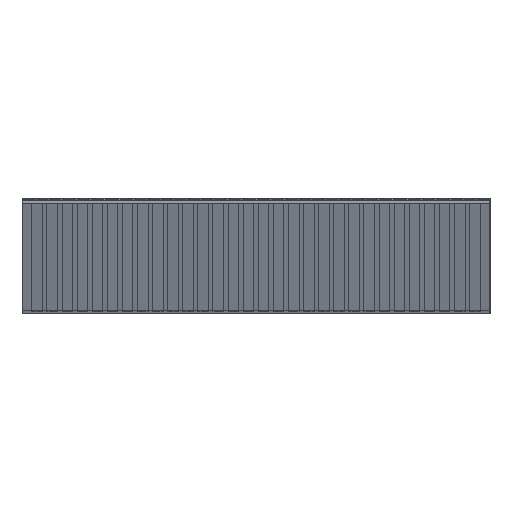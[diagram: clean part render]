
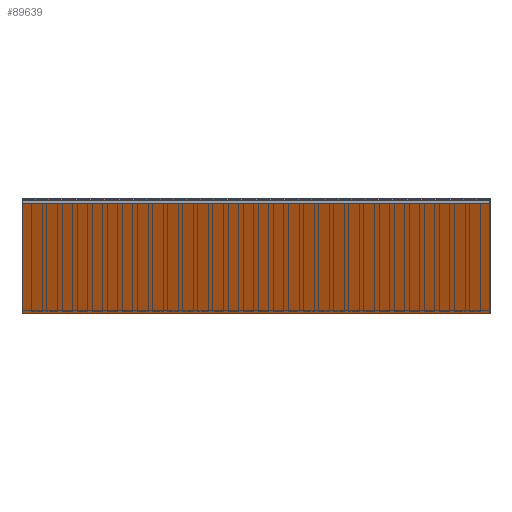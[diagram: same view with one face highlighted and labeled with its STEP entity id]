
A CAD part, left-side view. The second image highlights one B-rep face of the part: STEP entity #89639.
In plain terms, the highlighted planar face has unit normal (-0.913, 0, -0.407).
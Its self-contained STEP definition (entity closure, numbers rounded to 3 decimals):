
#962=ORIENTED_EDGE('',*,*,#20116,.T.);
#963=ORIENTED_EDGE('',*,*,#20750,.F.);
#964=ORIENTED_EDGE('',*,*,#20344,.F.);
#965=ORIENTED_EDGE('',*,*,#20752,.T.);
#20116=EDGE_CURVE('',#30075,#30074,#36670,.T.);
#20344=EDGE_CURVE('',#30300,#30301,#36898,.T.);
#20750=EDGE_CURVE('',#30301,#30074,#37304,.T.);
#20752=EDGE_CURVE('',#30300,#30075,#37306,.T.);
#30074=VERTEX_POINT('',#112874);
#30075=VERTEX_POINT('',#112876);
#30300=VERTEX_POINT('',#113330);
#30301=VERTEX_POINT('',#113332);
#36670=LINE('',#112875,#46627);
#36898=LINE('',#113331,#46855);
#37304=LINE('',#114111,#47261);
#37306=LINE('',#114116,#47263);
#46627=VECTOR('',#96245,1000.);
#46855=VECTOR('',#96477,1000.);
#47261=VECTOR('',#97025,1000.);
#47263=VECTOR('',#97033,1000.);
#56598=EDGE_LOOP('',(#962,#963,#964,#965));
#59902=FACE_BOUND('',#56598,.T.);
#63206=PLANE('',#92950);
#89639=ADVANCED_FACE('',(#59902),#63206,.F.);
#92950=AXIS2_PLACEMENT_3D('',#114115,#97031,#97032);
#96245=DIRECTION('',(-0.407,0.,0.913));
#96477=DIRECTION('',(-0.407,0.,0.913));
#97025=DIRECTION('',(0.,-1.,0.));
#97031=DIRECTION('',(0.913,0.,0.407));
#97032=DIRECTION('',(0.407,0.,-0.913));
#97033=DIRECTION('',(0.,-1.,0.));
#112874=CARTESIAN_POINT('',(35.04,0.,-0.167));
#112875=CARTESIAN_POINT('',(35.04,0.,-0.167));
#112876=CARTESIAN_POINT('',(38.34,0.,-7.575));
#113330=CARTESIAN_POINT('',(38.34,31.,-7.575));
#113331=CARTESIAN_POINT('',(35.04,31.,-0.167));
#113332=CARTESIAN_POINT('',(35.04,31.,-0.167));
#114111=CARTESIAN_POINT('',(35.04,31.,-0.167));
#114115=CARTESIAN_POINT('',(35.04,31.,-0.167));
#114116=CARTESIAN_POINT('',(38.34,31.,-7.575));
